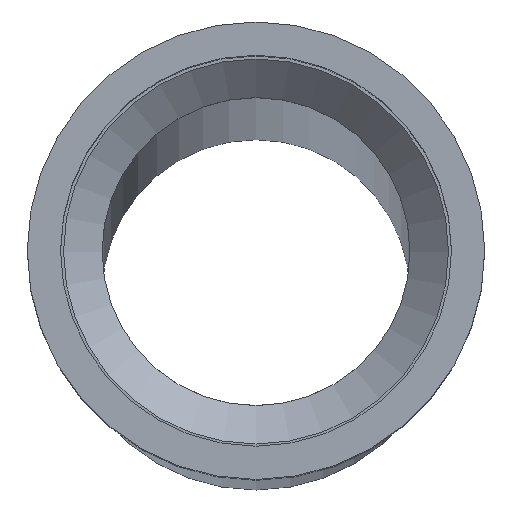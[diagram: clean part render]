
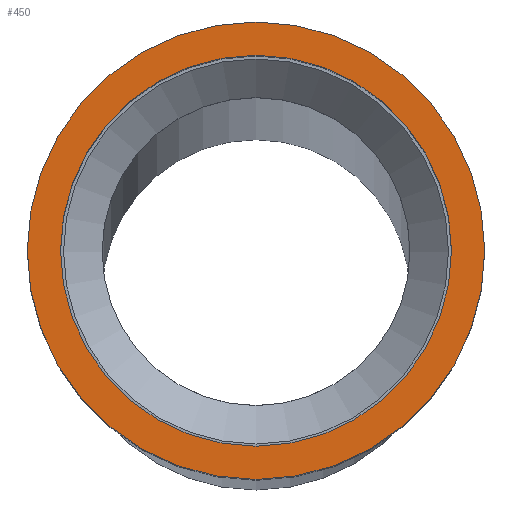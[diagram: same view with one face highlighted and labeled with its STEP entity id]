
A CAD part, top view. The second image highlights one B-rep face of the part: STEP entity #450.
In plain terms, the highlighted planar face has unit normal (0, 0, 1).
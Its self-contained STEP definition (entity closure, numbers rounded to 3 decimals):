
#274 = CYLINDRICAL_SURFACE('',#275,28.3);
#275 = AXIS2_PLACEMENT_3D('',#276,#277,#278);
#276 = CARTESIAN_POINT('',(0.,0.,-4.11));
#277 = DIRECTION('',(0.,0.,1.));
#278 = DIRECTION('',(-1.,0.,0.));
#346 = VERTEX_POINT('',#347);
#347 = CARTESIAN_POINT('',(-28.3,0.,55.7));
#368 = EDGE_CURVE('',#346,#346,#369,.T.);
#369 = SURFACE_CURVE('',#370,(#375,#382),.PCURVE_S1.);
#370 = CIRCLE('',#371,28.3);
#371 = AXIS2_PLACEMENT_3D('',#372,#373,#374);
#372 = CARTESIAN_POINT('',(0.,0.,55.7));
#373 = DIRECTION('',(0.,0.,1.));
#374 = DIRECTION('',(-1.,0.,0.));
#375 = PCURVE('',#274,#376);
#376 = DEFINITIONAL_REPRESENTATION('',(#377),#381);
#377 = LINE('',#378,#379);
#378 = CARTESIAN_POINT('',(0.,59.81));
#379 = VECTOR('',#380,1.);
#380 = DIRECTION('',(1.,0.));
#381 = ( GEOMETRIC_REPRESENTATION_CONTEXT(2) 
PARAMETRIC_REPRESENTATION_CONTEXT() REPRESENTATION_CONTEXT('2D SPACE',''
  ) );
#382 = PCURVE('',#383,#388);
#383 = PLANE('',#384);
#384 = AXIS2_PLACEMENT_3D('',#385,#386,#387);
#385 = CARTESIAN_POINT('',(0.,0.,55.7));
#386 = DIRECTION('',(0.,0.,1.));
#387 = DIRECTION('',(-1.,0.,0.));
#388 = DEFINITIONAL_REPRESENTATION('',(#389),#393);
#389 = CIRCLE('',#390,28.3);
#390 = AXIS2_PLACEMENT_2D('',#391,#392);
#391 = CARTESIAN_POINT('',(0.,0.));
#392 = DIRECTION('',(1.,0.));
#393 = ( GEOMETRIC_REPRESENTATION_CONTEXT(2) 
PARAMETRIC_REPRESENTATION_CONTEXT() REPRESENTATION_CONTEXT('2D SPACE',''
  ) );
#450 = ADVANCED_FACE('',(#451,#454),#383,.T.);
#451 = FACE_BOUND('',#452,.T.);
#452 = EDGE_LOOP('',(#453));
#453 = ORIENTED_EDGE('',*,*,#368,.T.);
#454 = FACE_BOUND('',#455,.T.);
#455 = EDGE_LOOP('',(#456));
#456 = ORIENTED_EDGE('',*,*,#457,.F.);
#457 = EDGE_CURVE('',#458,#458,#460,.T.);
#458 = VERTEX_POINT('',#459);
#459 = CARTESIAN_POINT('',(-24.19,0.,55.7));
#460 = SURFACE_CURVE('',#461,(#466,#473),.PCURVE_S1.);
#461 = CIRCLE('',#462,24.19);
#462 = AXIS2_PLACEMENT_3D('',#463,#464,#465);
#463 = CARTESIAN_POINT('',(0.,0.,55.7));
#464 = DIRECTION('',(0.,0.,1.));
#465 = DIRECTION('',(-1.,0.,0.));
#466 = PCURVE('',#383,#467);
#467 = DEFINITIONAL_REPRESENTATION('',(#468),#472);
#468 = CIRCLE('',#469,24.19);
#469 = AXIS2_PLACEMENT_2D('',#470,#471);
#470 = CARTESIAN_POINT('',(0.,0.));
#471 = DIRECTION('',(1.,0.));
#472 = ( GEOMETRIC_REPRESENTATION_CONTEXT(2) 
PARAMETRIC_REPRESENTATION_CONTEXT() REPRESENTATION_CONTEXT('2D SPACE',''
  ) );
#473 = PCURVE('',#474,#479);
#474 = CYLINDRICAL_SURFACE('',#475,24.19);
#475 = AXIS2_PLACEMENT_3D('',#476,#477,#478);
#476 = CARTESIAN_POINT('',(0.,0.,0.));
#477 = DIRECTION('',(0.,0.,1.));
#478 = DIRECTION('',(-1.,0.,0.));
#479 = DEFINITIONAL_REPRESENTATION('',(#480),#484);
#480 = LINE('',#481,#482);
#481 = CARTESIAN_POINT('',(0.,55.7));
#482 = VECTOR('',#483,1.);
#483 = DIRECTION('',(1.,0.));
#484 = ( GEOMETRIC_REPRESENTATION_CONTEXT(2) 
PARAMETRIC_REPRESENTATION_CONTEXT() REPRESENTATION_CONTEXT('2D SPACE',''
  ) );
